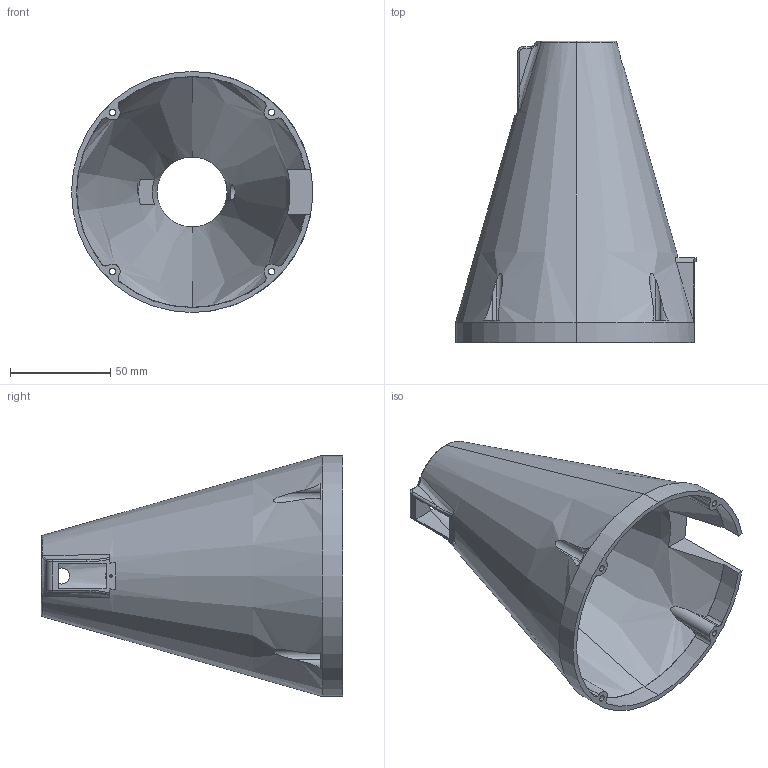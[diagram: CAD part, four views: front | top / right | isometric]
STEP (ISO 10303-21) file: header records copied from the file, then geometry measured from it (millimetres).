
FILE_DESCRIPTION (( 'STEP AP203' ), '1' );
FILE_NAME ('Telo.STEP', '2025-08-16T20:55:15', ( '' ), ( '' ), 'SwSTEP 2.0', 'SolidWorks 2023', '' );
FILE_SCHEMA (( 'CONFIG_CONTROL_DESIGN' ));
Length unit declared in the file: millimetre
Products named in the file (1): Telo
Bounding box: 119.89 x 150 x 120 mm (x, y, z)
Volume: 97069.5 mm3; surface area: 80285.8 mm2
Topology: 2 solids, 2 shells, 114 faces, 305 edges, 198 vertices
Faces by surface type: cylinder 59, plane 34, bspline 10, torus 6, cone 5
Entity records: 4640 total; most frequent: CARTESIAN_POINT 1780, ORIENTED_EDGE 610, DIRECTION 551, EDGE_CURVE 305, AXIS2_PLACEMENT_3D 227, VERTEX_POINT 198, EDGE_LOOP 133, CIRCLE 122
